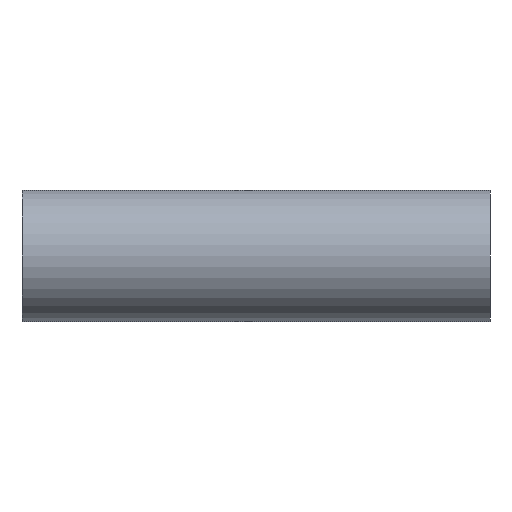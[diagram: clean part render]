
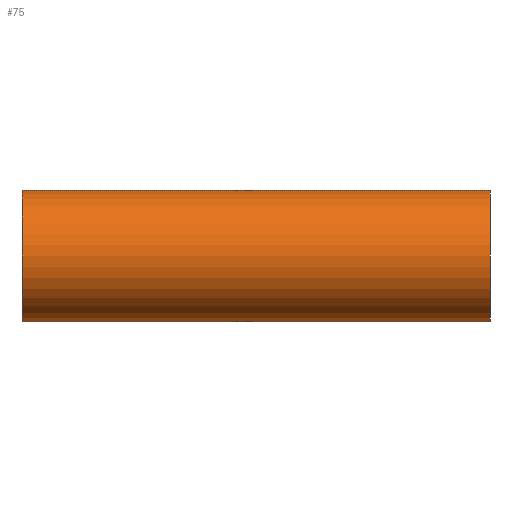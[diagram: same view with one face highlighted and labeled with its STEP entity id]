
A CAD part, front view. The second image highlights one B-rep face of the part: STEP entity #75.
In plain terms, the highlighted cylindrical face has radius 14 mm (diameter 28 mm), a partial arc.
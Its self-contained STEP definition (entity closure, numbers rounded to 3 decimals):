
#16 = VERTEX_POINT ( 'NONE', #181 ) ;
#27 = VECTOR ( 'NONE', #200, 1000. ) ;
#32 = CARTESIAN_POINT ( 'NONE',  ( 100., 0., 0. ) ) ;
#41 = VECTOR ( 'NONE', #164, 1000. ) ;
#44 = ORIENTED_EDGE ( 'NONE', *, *, #92, .F. ) ;
#46 = DIRECTION ( 'NONE',  ( -1., 0., 0. ) ) ;
#48 = CIRCLE ( 'NONE', #80, 14. ) ;
#54 = CARTESIAN_POINT ( 'NONE',  ( 0., 0., -14. ) ) ;
#63 = ORIENTED_EDGE ( 'NONE', *, *, #222, .F. ) ;
#65 = DIRECTION ( 'NONE',  ( 0., 0., 1. ) ) ;
#69 = DIRECTION ( 'NONE',  ( 0., 0., 1. ) ) ;
#74 = LINE ( 'NONE', #54, #41 ) ;
#75 = ADVANCED_FACE ( 'NONE', ( #193 ), #185, .T. ) ;
#80 = AXIS2_PLACEMENT_3D ( 'NONE', #159, #46, #65 ) ;
#85 = CARTESIAN_POINT ( 'NONE',  ( 0., 0., 0. ) ) ;
#92 = EDGE_CURVE ( 'NONE', #189, #16, #48, .T. ) ;
#107 = AXIS2_PLACEMENT_3D ( 'NONE', #85, #161, #69 ) ;
#108 = CARTESIAN_POINT ( 'NONE',  ( 100., 0., 14. ) ) ;
#110 = DIRECTION ( 'NONE',  ( -1., 0., 0. ) ) ;
#112 = ORIENTED_EDGE ( 'NONE', *, *, #114, .T. ) ;
#114 = EDGE_CURVE ( 'NONE', #227, #16, #163, .T. ) ;
#124 = EDGE_CURVE ( 'NONE', #176, #227, #237, .T. ) ;
#129 = AXIS2_PLACEMENT_3D ( 'NONE', #32, #110, #148 ) ;
#148 = DIRECTION ( 'NONE',  ( 0., 0., 1. ) ) ;
#159 = CARTESIAN_POINT ( 'NONE',  ( 0., 0., 0. ) ) ;
#161 = DIRECTION ( 'NONE',  ( -1., 0., 0. ) ) ;
#163 = LINE ( 'NONE', #203, #27 ) ;
#164 = DIRECTION ( 'NONE',  ( -1., 0., 0. ) ) ;
#166 = CARTESIAN_POINT ( 'NONE',  ( 0., 0., -14. ) ) ;
#176 = VERTEX_POINT ( 'NONE', #202 ) ;
#181 = CARTESIAN_POINT ( 'NONE',  ( 0., 0., 14. ) ) ;
#185 = CYLINDRICAL_SURFACE ( 'NONE', #107, 14. ) ;
#189 = VERTEX_POINT ( 'NONE', #166 ) ;
#191 = EDGE_LOOP ( 'NONE', ( #63, #243, #112, #44 ) ) ;
#193 = FACE_OUTER_BOUND ( 'NONE', #191, .T. ) ;
#200 = DIRECTION ( 'NONE',  ( -1., 0., 0. ) ) ;
#202 = CARTESIAN_POINT ( 'NONE',  ( 100., 0., -14. ) ) ;
#203 = CARTESIAN_POINT ( 'NONE',  ( 0., 0., 14. ) ) ;
#222 = EDGE_CURVE ( 'NONE', #176, #189, #74, .T. ) ;
#227 = VERTEX_POINT ( 'NONE', #108 ) ;
#237 = CIRCLE ( 'NONE', #129, 14. ) ;
#243 = ORIENTED_EDGE ( 'NONE', *, *, #124, .T. ) ;
